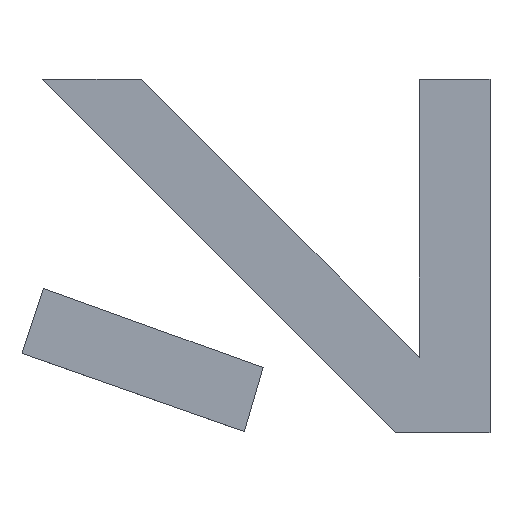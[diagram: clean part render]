
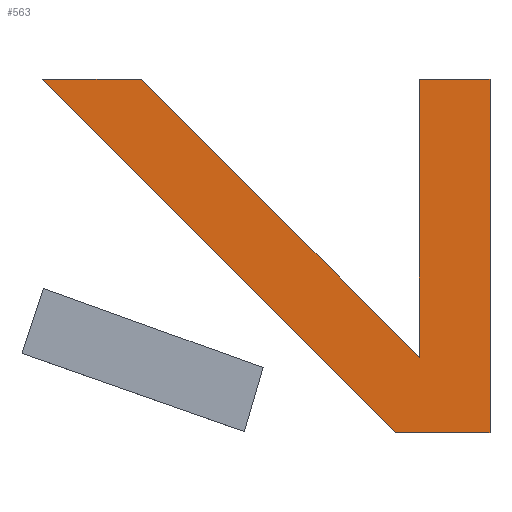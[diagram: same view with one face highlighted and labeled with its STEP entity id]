
A CAD part, top view. The second image highlights one B-rep face of the part: STEP entity #563.
In plain terms, the highlighted planar face has unit normal (0, 0, 1).
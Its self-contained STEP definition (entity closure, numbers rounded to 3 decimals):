
#39 = VERTEX_POINT('',#40);
#40 = CARTESIAN_POINT('',(15.68,-11.836,0.5));
#47 = SURFACE_OF_LINEAR_EXTRUSION('',#48,#51);
#48 = B_SPLINE_CURVE_WITH_KNOTS('',1,(#49,#50),.UNSPECIFIED.,.F.,.F.,(2,
    2),(0.,11.184),.PIECEWISE_BEZIER_KNOTS.);
#49 = CARTESIAN_POINT('',(15.68,-11.836,0.));
#50 = CARTESIAN_POINT('',(12.523,-11.836,0.));
#51 = VECTOR('',#52,1.);
#52 = DIRECTION('',(-0.,-0.,-1.));
#60 = SURFACE_OF_LINEAR_EXTRUSION('',#61,#64);
#61 = B_SPLINE_CURVE_WITH_KNOTS('',1,(#62,#63),.UNSPECIFIED.,.F.,.F.,(2,
    2),(0.,41.94),.PIECEWISE_BEZIER_KNOTS.);
#62 = CARTESIAN_POINT('',(15.68,0.,0.));
#63 = CARTESIAN_POINT('',(15.68,-11.836,0.));
#64 = VECTOR('',#65,1.);
#65 = DIRECTION('',(-0.,-0.,-1.));
#73 = EDGE_CURVE('',#39,#74,#76,.T.);
#74 = VERTEX_POINT('',#75);
#75 = CARTESIAN_POINT('',(12.523,-11.836,0.5));
#76 = SURFACE_CURVE('',#77,(#80,#87),.PCURVE_S1.);
#77 = B_SPLINE_CURVE_WITH_KNOTS('',1,(#78,#79),.UNSPECIFIED.,.F.,.F.,(2,
    2),(0.,11.184),.PIECEWISE_BEZIER_KNOTS.);
#78 = CARTESIAN_POINT('',(15.68,-11.836,0.5));
#79 = CARTESIAN_POINT('',(12.523,-11.836,0.5));
#80 = PCURVE('',#47,#81);
#81 = DEFINITIONAL_REPRESENTATION('',(#82),#86);
#82 = LINE('',#83,#84);
#83 = CARTESIAN_POINT('',(0.,-0.5));
#84 = VECTOR('',#85,1.);
#85 = DIRECTION('',(1.,0.));
#86 = ( GEOMETRIC_REPRESENTATION_CONTEXT(2) 
PARAMETRIC_REPRESENTATION_CONTEXT() REPRESENTATION_CONTEXT('2D SPACE',''
  ) );
#87 = PCURVE('',#88,#93);
#88 = PLANE('',#89);
#89 = AXIS2_PLACEMENT_3D('',#90,#91,#92);
#90 = CARTESIAN_POINT('',(15.68,-11.836,0.5));
#91 = DIRECTION('',(0.,0.,1.));
#92 = DIRECTION('',(1.,0.,-0.));
#93 = DEFINITIONAL_REPRESENTATION('',(#94),#97);
#94 = B_SPLINE_CURVE_WITH_KNOTS('',1,(#95,#96),.UNSPECIFIED.,.F.,.F.,(2,
    2),(0.,11.184),.PIECEWISE_BEZIER_KNOTS.);
#95 = CARTESIAN_POINT('',(0.,0.));
#96 = CARTESIAN_POINT('',(-3.156,0.));
#97 = ( GEOMETRIC_REPRESENTATION_CONTEXT(2) 
PARAMETRIC_REPRESENTATION_CONTEXT() REPRESENTATION_CONTEXT('2D SPACE',''
  ) );
#115 = SURFACE_OF_LINEAR_EXTRUSION('',#116,#119);
#116 = B_SPLINE_CURVE_WITH_KNOTS('',1,(#117,#118),.UNSPECIFIED.,.F.,.F.,
  (2,2),(0.,59.312),.PIECEWISE_BEZIER_KNOTS.);
#117 = CARTESIAN_POINT('',(12.523,-11.836,0.));
#118 = CARTESIAN_POINT('',(0.687,0.,0.));
#119 = VECTOR('',#120,1.);
#120 = DIRECTION('',(-0.,-0.,-1.));
#156 = EDGE_CURVE('',#74,#157,#159,.T.);
#157 = VERTEX_POINT('',#158);
#158 = CARTESIAN_POINT('',(0.687,0.,0.5));
#159 = SURFACE_CURVE('',#160,(#163,#170),.PCURVE_S1.);
#160 = B_SPLINE_CURVE_WITH_KNOTS('',1,(#161,#162),.UNSPECIFIED.,.F.,.F.,
  (2,2),(0.,59.312),.PIECEWISE_BEZIER_KNOTS.);
#161 = CARTESIAN_POINT('',(12.523,-11.836,0.5));
#162 = CARTESIAN_POINT('',(0.687,0.,0.5));
#163 = PCURVE('',#115,#164);
#164 = DEFINITIONAL_REPRESENTATION('',(#165),#169);
#165 = LINE('',#166,#167);
#166 = CARTESIAN_POINT('',(0.,-0.5));
#167 = VECTOR('',#168,1.);
#168 = DIRECTION('',(1.,0.));
#169 = ( GEOMETRIC_REPRESENTATION_CONTEXT(2) 
PARAMETRIC_REPRESENTATION_CONTEXT() REPRESENTATION_CONTEXT('2D SPACE',''
  ) );
#170 = PCURVE('',#88,#171);
#171 = DEFINITIONAL_REPRESENTATION('',(#172),#175);
#172 = B_SPLINE_CURVE_WITH_KNOTS('',1,(#173,#174),.UNSPECIFIED.,.F.,.F.,
  (2,2),(0.,59.312),.PIECEWISE_BEZIER_KNOTS.);
#173 = CARTESIAN_POINT('',(-3.156,0.));
#174 = CARTESIAN_POINT('',(-14.993,11.836));
#175 = ( GEOMETRIC_REPRESENTATION_CONTEXT(2) 
PARAMETRIC_REPRESENTATION_CONTEXT() REPRESENTATION_CONTEXT('2D SPACE',''
  ) );
#193 = SURFACE_OF_LINEAR_EXTRUSION('',#194,#197);
#194 = B_SPLINE_CURVE_WITH_KNOTS('',1,(#195,#196),.UNSPECIFIED.,.F.,.F.,
  (2,2),(0.,11.743),.PIECEWISE_BEZIER_KNOTS.);
#195 = CARTESIAN_POINT('',(0.687,0.,0.));
#196 = CARTESIAN_POINT('',(4.001,0.,0.));
#197 = VECTOR('',#198,1.);
#198 = DIRECTION('',(-0.,-0.,-1.));
#229 = EDGE_CURVE('',#157,#230,#232,.T.);
#230 = VERTEX_POINT('',#231);
#231 = CARTESIAN_POINT('',(4.001,0.,0.5));
#232 = SURFACE_CURVE('',#233,(#236,#243),.PCURVE_S1.);
#233 = B_SPLINE_CURVE_WITH_KNOTS('',1,(#234,#235),.UNSPECIFIED.,.F.,.F.,
  (2,2),(0.,11.743),.PIECEWISE_BEZIER_KNOTS.);
#234 = CARTESIAN_POINT('',(0.687,0.,0.5));
#235 = CARTESIAN_POINT('',(4.001,0.,0.5));
#236 = PCURVE('',#193,#237);
#237 = DEFINITIONAL_REPRESENTATION('',(#238),#242);
#238 = LINE('',#239,#240);
#239 = CARTESIAN_POINT('',(0.,-0.5));
#240 = VECTOR('',#241,1.);
#241 = DIRECTION('',(1.,0.));
#242 = ( GEOMETRIC_REPRESENTATION_CONTEXT(2) 
PARAMETRIC_REPRESENTATION_CONTEXT() REPRESENTATION_CONTEXT('2D SPACE',''
  ) );
#243 = PCURVE('',#88,#244);
#244 = DEFINITIONAL_REPRESENTATION('',(#245),#248);
#245 = B_SPLINE_CURVE_WITH_KNOTS('',1,(#246,#247),.UNSPECIFIED.,.F.,.F.,
  (2,2),(0.,11.743),.PIECEWISE_BEZIER_KNOTS.);
#246 = CARTESIAN_POINT('',(-14.993,11.836));
#247 = CARTESIAN_POINT('',(-11.679,11.836));
#248 = ( GEOMETRIC_REPRESENTATION_CONTEXT(2) 
PARAMETRIC_REPRESENTATION_CONTEXT() REPRESENTATION_CONTEXT('2D SPACE',''
  ) );
#266 = SURFACE_OF_LINEAR_EXTRUSION('',#267,#270);
#267 = B_SPLINE_CURVE_WITH_KNOTS('',1,(#268,#269),.UNSPECIFIED.,.F.,.F.,
  (2,2),(0.,46.659),.PIECEWISE_BEZIER_KNOTS.);
#268 = CARTESIAN_POINT('',(4.001,0.,0.));
#269 = CARTESIAN_POINT('',(13.312,-9.311,0.));
#270 = VECTOR('',#271,1.);
#271 = DIRECTION('',(-0.,-0.,-1.));
#302 = EDGE_CURVE('',#230,#303,#305,.T.);
#303 = VERTEX_POINT('',#304);
#304 = CARTESIAN_POINT('',(13.312,-9.311,0.5));
#305 = SURFACE_CURVE('',#306,(#309,#316),.PCURVE_S1.);
#306 = B_SPLINE_CURVE_WITH_KNOTS('',1,(#307,#308),.UNSPECIFIED.,.F.,.F.,
  (2,2),(0.,46.659),.PIECEWISE_BEZIER_KNOTS.);
#307 = CARTESIAN_POINT('',(4.001,0.,0.5));
#308 = CARTESIAN_POINT('',(13.312,-9.311,0.5));
#309 = PCURVE('',#266,#310);
#310 = DEFINITIONAL_REPRESENTATION('',(#311),#315);
#311 = LINE('',#312,#313);
#312 = CARTESIAN_POINT('',(0.,-0.5));
#313 = VECTOR('',#314,1.);
#314 = DIRECTION('',(1.,0.));
#315 = ( GEOMETRIC_REPRESENTATION_CONTEXT(2) 
PARAMETRIC_REPRESENTATION_CONTEXT() REPRESENTATION_CONTEXT('2D SPACE',''
  ) );
#316 = PCURVE('',#88,#317);
#317 = DEFINITIONAL_REPRESENTATION('',(#318),#321);
#318 = B_SPLINE_CURVE_WITH_KNOTS('',1,(#319,#320),.UNSPECIFIED.,.F.,.F.,
  (2,2),(0.,46.659),.PIECEWISE_BEZIER_KNOTS.);
#319 = CARTESIAN_POINT('',(-11.679,11.836));
#320 = CARTESIAN_POINT('',(-2.367,2.525));
#321 = ( GEOMETRIC_REPRESENTATION_CONTEXT(2) 
PARAMETRIC_REPRESENTATION_CONTEXT() REPRESENTATION_CONTEXT('2D SPACE',''
  ) );
#339 = SURFACE_OF_LINEAR_EXTRUSION('',#340,#343);
#340 = B_SPLINE_CURVE_WITH_KNOTS('',1,(#341,#342),.UNSPECIFIED.,.F.,.F.,
  (2,2),(0.,32.993),.PIECEWISE_BEZIER_KNOTS.);
#341 = CARTESIAN_POINT('',(13.312,-9.311,0.));
#342 = CARTESIAN_POINT('',(13.312,0.,0.));
#343 = VECTOR('',#344,1.);
#344 = DIRECTION('',(-0.,-0.,-1.));
#375 = EDGE_CURVE('',#303,#376,#378,.T.);
#376 = VERTEX_POINT('',#377);
#377 = CARTESIAN_POINT('',(13.312,0.,0.5));
#378 = SURFACE_CURVE('',#379,(#382,#389),.PCURVE_S1.);
#379 = B_SPLINE_CURVE_WITH_KNOTS('',1,(#380,#381),.UNSPECIFIED.,.F.,.F.,
  (2,2),(0.,32.993),.PIECEWISE_BEZIER_KNOTS.);
#380 = CARTESIAN_POINT('',(13.312,-9.311,0.5));
#381 = CARTESIAN_POINT('',(13.312,0.,0.5));
#382 = PCURVE('',#339,#383);
#383 = DEFINITIONAL_REPRESENTATION('',(#384),#388);
#384 = LINE('',#385,#386);
#385 = CARTESIAN_POINT('',(0.,-0.5));
#386 = VECTOR('',#387,1.);
#387 = DIRECTION('',(1.,0.));
#388 = ( GEOMETRIC_REPRESENTATION_CONTEXT(2) 
PARAMETRIC_REPRESENTATION_CONTEXT() REPRESENTATION_CONTEXT('2D SPACE',''
  ) );
#389 = PCURVE('',#88,#390);
#390 = DEFINITIONAL_REPRESENTATION('',(#391),#394);
#391 = B_SPLINE_CURVE_WITH_KNOTS('',1,(#392,#393),.UNSPECIFIED.,.F.,.F.,
  (2,2),(0.,32.993),.PIECEWISE_BEZIER_KNOTS.);
#392 = CARTESIAN_POINT('',(-2.367,2.525));
#393 = CARTESIAN_POINT('',(-2.367,11.836));
#394 = ( GEOMETRIC_REPRESENTATION_CONTEXT(2) 
PARAMETRIC_REPRESENTATION_CONTEXT() REPRESENTATION_CONTEXT('2D SPACE',''
  ) );
#412 = SURFACE_OF_LINEAR_EXTRUSION('',#413,#416);
#413 = B_SPLINE_CURVE_WITH_KNOTS('',1,(#414,#415),.UNSPECIFIED.,.F.,.F.,
  (2,2),(0.,8.388),.PIECEWISE_BEZIER_KNOTS.);
#414 = CARTESIAN_POINT('',(13.312,0.,0.));
#415 = CARTESIAN_POINT('',(15.68,0.,0.));
#416 = VECTOR('',#417,1.);
#417 = DIRECTION('',(-0.,-0.,-1.));
#448 = EDGE_CURVE('',#376,#449,#451,.T.);
#449 = VERTEX_POINT('',#450);
#450 = CARTESIAN_POINT('',(15.68,0.,0.5));
#451 = SURFACE_CURVE('',#452,(#455,#462),.PCURVE_S1.);
#452 = B_SPLINE_CURVE_WITH_KNOTS('',1,(#453,#454),.UNSPECIFIED.,.F.,.F.,
  (2,2),(0.,8.388),.PIECEWISE_BEZIER_KNOTS.);
#453 = CARTESIAN_POINT('',(13.312,0.,0.5));
#454 = CARTESIAN_POINT('',(15.68,0.,0.5));
#455 = PCURVE('',#412,#456);
#456 = DEFINITIONAL_REPRESENTATION('',(#457),#461);
#457 = LINE('',#458,#459);
#458 = CARTESIAN_POINT('',(0.,-0.5));
#459 = VECTOR('',#460,1.);
#460 = DIRECTION('',(1.,0.));
#461 = ( GEOMETRIC_REPRESENTATION_CONTEXT(2) 
PARAMETRIC_REPRESENTATION_CONTEXT() REPRESENTATION_CONTEXT('2D SPACE',''
  ) );
#462 = PCURVE('',#88,#463);
#463 = DEFINITIONAL_REPRESENTATION('',(#464),#467);
#464 = B_SPLINE_CURVE_WITH_KNOTS('',1,(#465,#466),.UNSPECIFIED.,.F.,.F.,
  (2,2),(0.,8.388),.PIECEWISE_BEZIER_KNOTS.);
#465 = CARTESIAN_POINT('',(-2.367,11.836));
#466 = CARTESIAN_POINT('',(0.,11.836));
#467 = ( GEOMETRIC_REPRESENTATION_CONTEXT(2) 
PARAMETRIC_REPRESENTATION_CONTEXT() REPRESENTATION_CONTEXT('2D SPACE',''
  ) );
#515 = EDGE_CURVE('',#449,#39,#516,.T.);
#516 = SURFACE_CURVE('',#517,(#520,#527),.PCURVE_S1.);
#517 = B_SPLINE_CURVE_WITH_KNOTS('',1,(#518,#519),.UNSPECIFIED.,.F.,.F.,
  (2,2),(0.,41.94),.PIECEWISE_BEZIER_KNOTS.);
#518 = CARTESIAN_POINT('',(15.68,0.,0.5));
#519 = CARTESIAN_POINT('',(15.68,-11.836,0.5));
#520 = PCURVE('',#60,#521);
#521 = DEFINITIONAL_REPRESENTATION('',(#522),#526);
#522 = LINE('',#523,#524);
#523 = CARTESIAN_POINT('',(0.,-0.5));
#524 = VECTOR('',#525,1.);
#525 = DIRECTION('',(1.,0.));
#526 = ( GEOMETRIC_REPRESENTATION_CONTEXT(2) 
PARAMETRIC_REPRESENTATION_CONTEXT() REPRESENTATION_CONTEXT('2D SPACE',''
  ) );
#527 = PCURVE('',#88,#528);
#528 = DEFINITIONAL_REPRESENTATION('',(#529),#532);
#529 = B_SPLINE_CURVE_WITH_KNOTS('',1,(#530,#531),.UNSPECIFIED.,.F.,.F.,
  (2,2),(0.,41.94),.PIECEWISE_BEZIER_KNOTS.);
#530 = CARTESIAN_POINT('',(0.,11.836));
#531 = CARTESIAN_POINT('',(0.,0.));
#532 = ( GEOMETRIC_REPRESENTATION_CONTEXT(2) 
PARAMETRIC_REPRESENTATION_CONTEXT() REPRESENTATION_CONTEXT('2D SPACE',''
  ) );
#563 = ADVANCED_FACE('',(#564),#88,.T.);
#564 = FACE_BOUND('',#565,.F.);
#565 = EDGE_LOOP('',(#566,#567,#568,#569,#570,#571,#572));
#566 = ORIENTED_EDGE('',*,*,#73,.T.);
#567 = ORIENTED_EDGE('',*,*,#156,.T.);
#568 = ORIENTED_EDGE('',*,*,#229,.T.);
#569 = ORIENTED_EDGE('',*,*,#302,.T.);
#570 = ORIENTED_EDGE('',*,*,#375,.T.);
#571 = ORIENTED_EDGE('',*,*,#448,.T.);
#572 = ORIENTED_EDGE('',*,*,#515,.T.);
